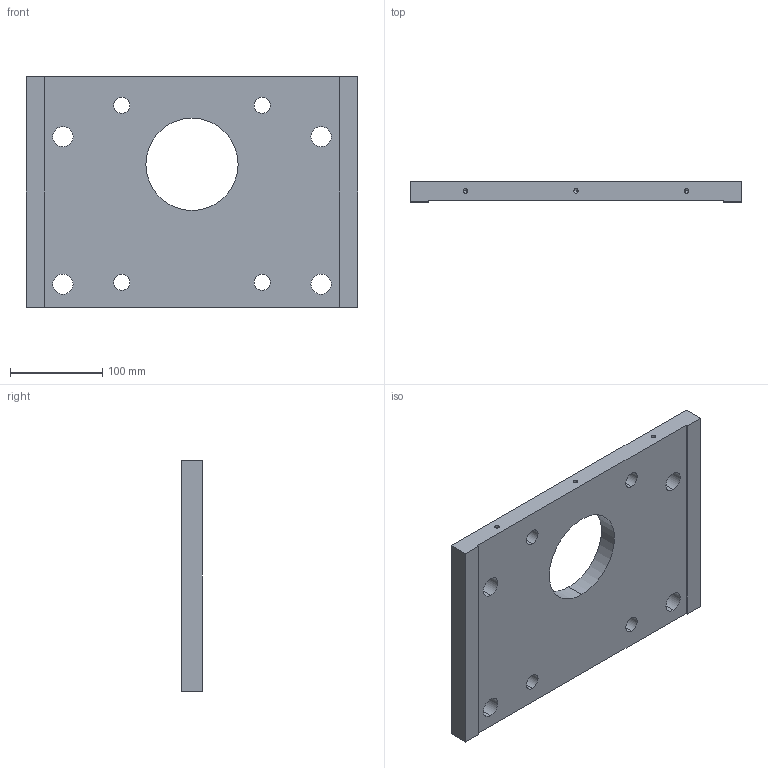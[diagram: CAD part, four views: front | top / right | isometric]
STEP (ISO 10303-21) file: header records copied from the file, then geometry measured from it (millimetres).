
FILE_DESCRIPTION (( 'STEP AP203' ), '1' );
FILE_NAME ('ºÏ²¢PDF-6.STEP', '2022-03-14T06:04:08', ( '' ), ( '' ), 'SwSTEP 2.0', 'SolidWorks 2018', '' );
FILE_SCHEMA (( 'CONFIG_CONTROL_DESIGN' ));
Length unit declared in the file: millimetre
Products named in the file (1): 磁甜PDF-6
Bounding box: 360 x 22 x 250 mm (x, y, z)
Volume: 1611441.4 mm3; surface area: 203530.7 mm2
Topology: 1 solids, 1 shells, 52 faces, 138 edges, 82 vertices
Faces by surface type: cylinder 30, cone 12, plane 10
Entity records: 1655 total; most frequent: DIRECTION 292, CARTESIAN_POINT 261, ORIENTED_EDGE 252, EDGE_CURVE 126, AXIS2_PLACEMENT_3D 113, VERTEX_POINT 82, EDGE_LOOP 76, VECTOR 66
